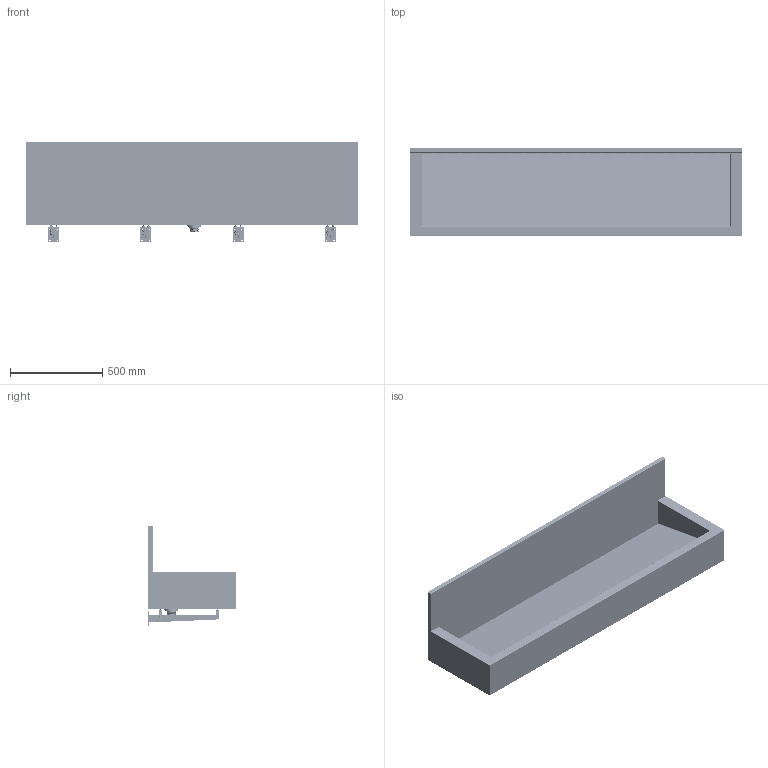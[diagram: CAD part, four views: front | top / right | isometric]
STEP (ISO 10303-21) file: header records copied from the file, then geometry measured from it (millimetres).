
FILE_DESCRIPTION(/* description */ (''),/* implementation_level */ '2;1');
FILE_NAME(/* name */ '3223',/* time_stamp */ '2023-12-19T08:58:22+08:00',/* author */ (''),/* organization */ (''),/* preprocessor_version */ 'ST-DEVELOPER v9',/* originating_system */ 'UGS - NX 4.0',/* authorisation */ '');
FILE_SCHEMA (('CONFIG_CONTROL_DESIGN'));
Products named in the file (1): Admi2A04w27w
Bounding box: 1800 x 475 x 544 mm (x, y, z)
Volume: 39576970.2 mm3; surface area: 6162618.9 mm2
Topology: 44 solids, 44 shells, 1122 faces, 2855 edges, 1877 vertices
Faces by surface type: plane 742, cylinder 256, bspline 80, torus 26, cone 14, sphere 4
Full cylindrical faces by diameter (mm): 6 x20, 7 x8, 8 x16, 9.5 x10, 38 x8, 38.485 x1, 39.485 x1, 40.485 x1, 41.485 x1, 44.485 x1, 46 x1, 46.986 x1, 47.215 x19, 51.278 x1, 65 x1, 67.636 x1, 69.636 x1, 77 x1
Entity records: 182035 total; most frequent: CARTESIAN_POINT 156128, ORIENTED_EDGE 5328, DIRECTION 4866, EDGE_CURVE 2664, LINE 1840, VECTOR 1840, VERTEX_POINT 1822, AXIS2_PLACEMENT_3D 1513
